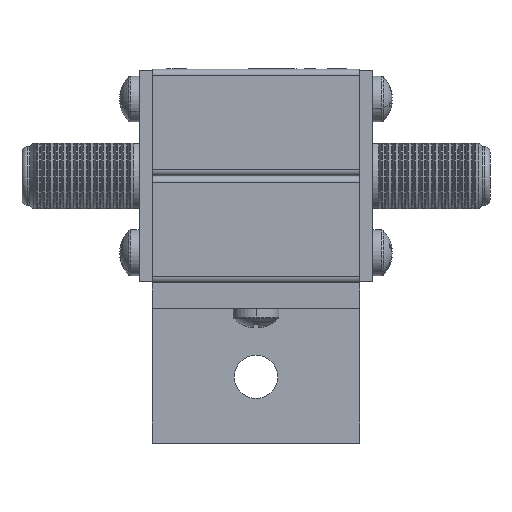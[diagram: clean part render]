
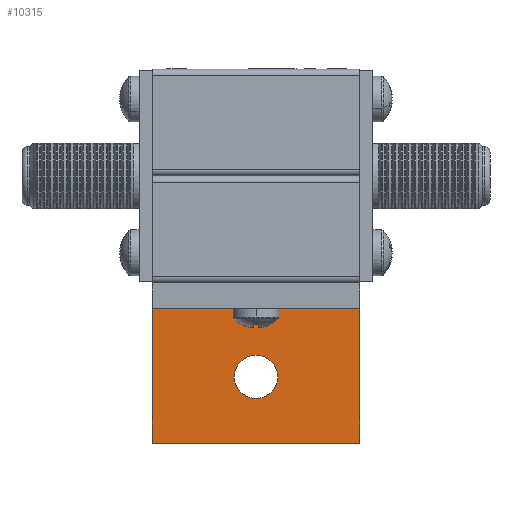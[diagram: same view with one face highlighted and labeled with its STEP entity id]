
A CAD part, left-side view. The second image highlights one B-rep face of the part: STEP entity #10315.
In plain terms, the highlighted face is planar.
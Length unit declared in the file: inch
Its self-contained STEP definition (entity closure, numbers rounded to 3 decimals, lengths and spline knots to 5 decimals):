
#1969 = ORIENTED_EDGE ( 'NONE', *, *, #25982, .F. ) ;
#2349 = ORIENTED_EDGE ( 'NONE', *, *, #2477, .F. ) ;
#2405 = VECTOR ( 'NONE', #39791, 39.37008 ) ;
#2477 = EDGE_CURVE ( 'NONE', #72800, #28906, #34838, .T. ) ;
#4980 = AXIS2_PLACEMENT_3D ( 'NONE', #50207, #68931, #13137 ) ;
#7472 = FACE_OUTER_BOUND ( 'NONE', #22145, .T. ) ;
#10052 = VERTEX_POINT ( 'NONE', #74713 ) ;
#10168 = CARTESIAN_POINT ( 'NONE',  ( 0.12, 0.12, 0.485 ) ) ;
#10315 = ADVANCED_FACE ( 'NONE', ( #19670, #7472 ), #26185, .T. ) ;
#13137 = DIRECTION ( 'NONE',  ( 0., 0., 1. ) ) ;
#13871 = ORIENTED_EDGE ( 'NONE', *, *, #20203, .F. ) ;
#14992 = CARTESIAN_POINT ( 'NONE',  ( 0., 0.12, -0.485 ) ) ;
#16901 = ORIENTED_EDGE ( 'NONE', *, *, #29461, .F. ) ;
#17228 = LINE ( 'NONE', #73844, #64618 ) ;
#19670 = FACE_BOUND ( 'NONE', #64202, .T. ) ;
#20078 = DIRECTION ( 'NONE',  ( 0., 1., 0. ) ) ;
#20203 = EDGE_CURVE ( 'NONE', #28906, #72800, #65545, .T. ) ;
#20773 = VERTEX_POINT ( 'NONE', #70518 ) ;
#21734 = VERTEX_POINT ( 'NONE', #36556 ) ;
#22145 = EDGE_LOOP ( 'NONE', ( #1969, #16901, #42615, #76503 ) ) ;
#23716 = DIRECTION ( 'NONE',  ( 0., 0., -1. ) ) ;
#25982 = EDGE_CURVE ( 'NONE', #21734, #51603, #76134, .T. ) ;
#26185 = PLANE ( 'NONE',  #71197 ) ;
#28906 = VERTEX_POINT ( 'NONE', #62522 ) ;
#29461 = EDGE_CURVE ( 'NONE', #20773, #21734, #65970, .T. ) ;
#33492 = DIRECTION ( 'NONE',  ( 1., 0., 0. ) ) ;
#34838 = CIRCLE ( 'NONE', #4980, 0.1015 ) ;
#36530 = CARTESIAN_POINT ( 'NONE',  ( 0.44, 0.12, 0. ) ) ;
#36556 = CARTESIAN_POINT ( 'NONE',  ( 0.12, 0.12, -0.485 ) ) ;
#37326 = DIRECTION ( 'NONE',  ( 0., 1., 0. ) ) ;
#39591 = VECTOR ( 'NONE', #33492, 39.37008 ) ;
#39791 = DIRECTION ( 'NONE',  ( 1., 0., 0. ) ) ;
#41856 = DIRECTION ( 'NONE',  ( 0., 0., -1. ) ) ;
#41991 = CARTESIAN_POINT ( 'NONE',  ( 0.75, 0.12, -0.485 ) ) ;
#42615 = ORIENTED_EDGE ( 'NONE', *, *, #51519, .T. ) ;
#44889 = DIRECTION ( 'NONE',  ( 0., 0., 1. ) ) ;
#45282 = CARTESIAN_POINT ( 'NONE',  ( 0.44, 0.12, -0.1015 ) ) ;
#46943 = LINE ( 'NONE', #59604, #39591 ) ;
#50207 = CARTESIAN_POINT ( 'NONE',  ( 0.44, 0.12, 0. ) ) ;
#51026 = CARTESIAN_POINT ( 'NONE',  ( 0., 0.12, 0.485 ) ) ;
#51519 = EDGE_CURVE ( 'NONE', #20773, #10052, #46943, .T. ) ;
#51603 = VERTEX_POINT ( 'NONE', #41991 ) ;
#59604 = CARTESIAN_POINT ( 'NONE',  ( 0., 0.12, 0.485 ) ) ;
#61400 = DIRECTION ( 'NONE',  ( 0., 0., 1. ) ) ;
#62522 = CARTESIAN_POINT ( 'NONE',  ( 0.44, 0.12, 0.1015 ) ) ;
#64202 = EDGE_LOOP ( 'NONE', ( #13871, #2349 ) ) ;
#64618 = VECTOR ( 'NONE', #23716, 39.37008 ) ;
#65545 = CIRCLE ( 'NONE', #66871, 0.1015 ) ;
#65970 = LINE ( 'NONE', #10168, #76379 ) ;
#66871 = AXIS2_PLACEMENT_3D ( 'NONE', #36530, #37326, #61400 ) ;
#68931 = DIRECTION ( 'NONE',  ( 0., 1., 0. ) ) ;
#70518 = CARTESIAN_POINT ( 'NONE',  ( 0.12, 0.12, 0.485 ) ) ;
#71197 = AXIS2_PLACEMENT_3D ( 'NONE', #51026, #20078, #44889 ) ;
#72800 = VERTEX_POINT ( 'NONE', #45282 ) ;
#73844 = CARTESIAN_POINT ( 'NONE',  ( 0.75, 0.12, 0.485 ) ) ;
#74713 = CARTESIAN_POINT ( 'NONE',  ( 0.75, 0.12, 0.485 ) ) ;
#76134 = LINE ( 'NONE', #14992, #2405 ) ;
#76379 = VECTOR ( 'NONE', #41856, 39.37008 ) ;
#76503 = ORIENTED_EDGE ( 'NONE', *, *, #77754, .T. ) ;
#77754 = EDGE_CURVE ( 'NONE', #10052, #51603, #17228, .T. ) ;
